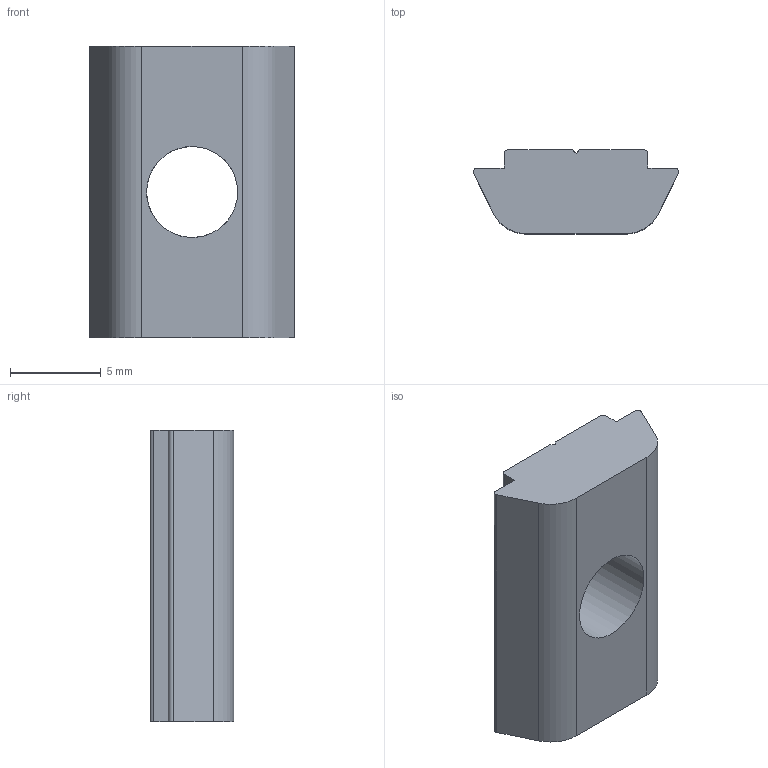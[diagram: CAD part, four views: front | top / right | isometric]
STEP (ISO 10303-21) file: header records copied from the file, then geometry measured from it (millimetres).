
FILE_DESCRIPTION((''),'2;1');
FILE_NAME('AR3470.stp','2016-07-05T14:41:46',('Konstruktor II'),(''),'Autodesk Inventor 2013','Autodesk Inventor 2013','');
FILE_SCHEMA(('AUTOMOTIVE_DESIGN { 1 0 10303 214 1 1 1 1 }'));
Length unit declared in the file: millimetre
Products named in the file (1): AR3470
Bounding box: 11.26 x 4.6 x 16 mm (x, y, z)
Volume: 587.7 mm3; surface area: 572.8 mm2
Topology: 1 solids, 1 shells, 22 faces, 63 edges, 42 vertices
Faces by surface type: plane 15, cylinder 7
Full cylindrical faces by diameter (mm): 5 x1
Entity records: 742 total; most frequent: DIRECTION 126, CARTESIAN_POINT 125, ORIENTED_EDGE 122, EDGE_CURVE 61, AXIS2_PLACEMENT_3D 42, VECTOR 42, LINE 42, VERTEX_POINT 41
